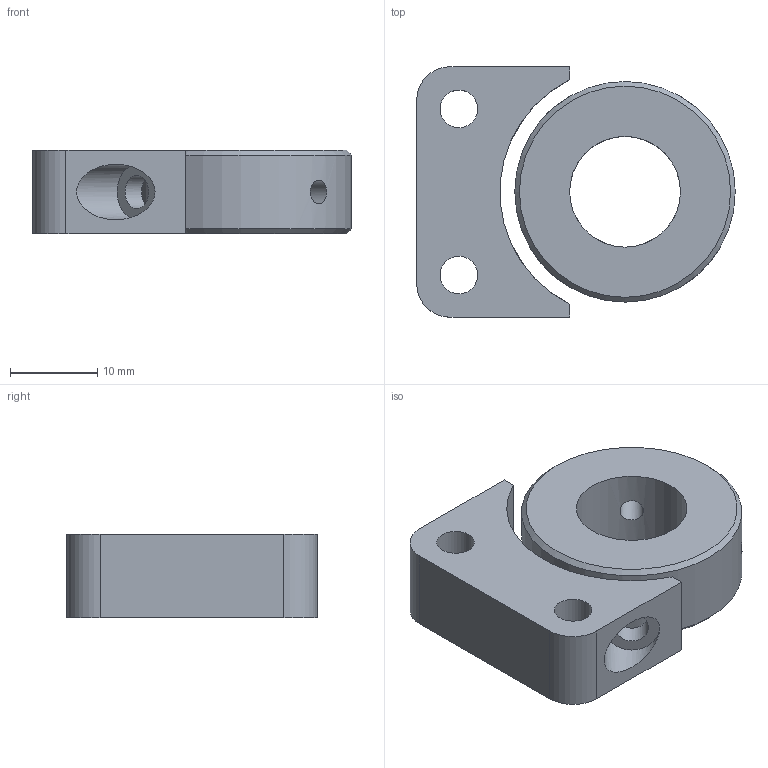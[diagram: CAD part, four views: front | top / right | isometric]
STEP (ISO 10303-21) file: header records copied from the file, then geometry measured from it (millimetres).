
FILE_DESCRIPTION(/* description */ ('Alibre Inc.'),/* implementation_level */ '2;1');
FILE_NAME(/* name */ 'export0',/* time_stamp */ '2015-05-18T12:37:54-07:00',/* author */ (''),/* organization */ (''),/* preprocessor_version */ 'ST-DEVELOPER v14',/* originating_system */ 'Alibre',/* authorisation */ '');
FILE_SCHEMA (('CONFIG_CONTROL_DESIGN'));
Length unit declared in the file: centimetre
Products named in the file (3): ID_1; ID_2
Bounding box: 36.51 x 28.7 x 9.53 mm (x, y, z)
Volume: 6180.7 mm3; surface area: 3937.5 mm2
Topology: 2 solids, 2 shells, 28 faces, 67 edges, 45 vertices
Faces by surface type: cylinder 15, plane 11, cone 2
Full cylindrical faces by diameter (mm): 2.692 x4, 3.81 x2, 4.318 x2, 6.35 x2, 12.7 x1, 25.273 x1
Entity records: 1348 total; most frequent: CARTESIAN_POINT 452, DIRECTION 111, ORIENTED_EDGE 100, EDGE_LOOP 62, FACE_BOUND 62, AXIS2_PLACEMENT_3D 52, EDGE_CURVE 50, VERTEX_POINT 42
